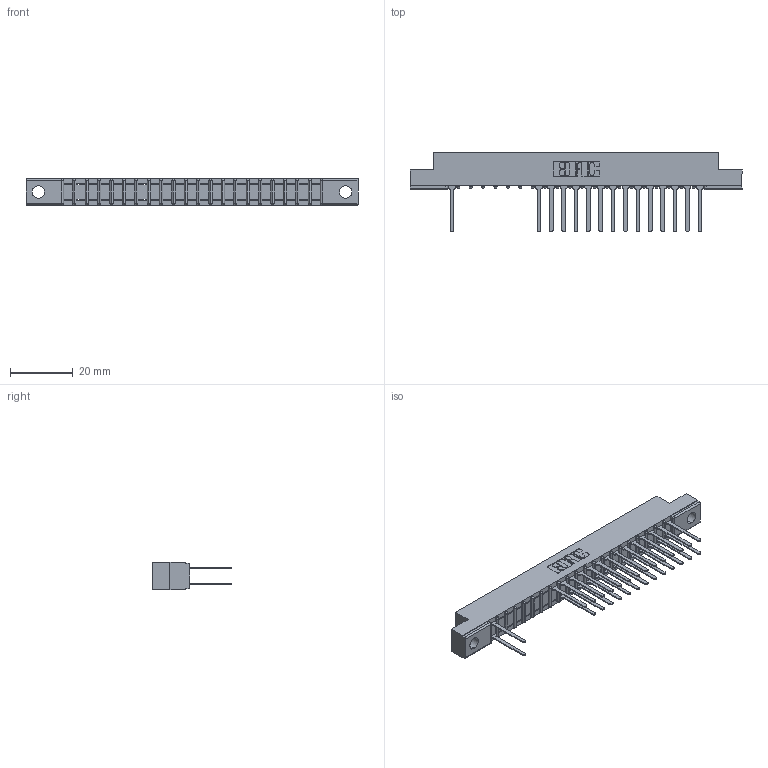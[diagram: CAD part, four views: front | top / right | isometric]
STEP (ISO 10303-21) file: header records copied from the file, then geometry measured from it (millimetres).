
FILE_DESCRIPTION (( 'STEP AP203' ), '1' );
FILE_NAME ('307-042-542-204.STEP', '2018-08-05T18:19:57', ( '' ), ( '' ), 'SwSTEP 2.0', 'SolidWorks 2016', '' );
FILE_SCHEMA (( 'CONFIG_CONTROL_DESIGN' ));
Length unit declared in the file: inch
Products named in the file (3): 307-042-542-204; 307 Part_.156 Dia Mounting Holes; 307-290-001_542
Assembly tree (30 placements, depth 2):
  307-042-542-204
    307 Part_.156 Dia Mounting Holes
    307-290-001_542  x29
Bounding box: 106.22 x 25.43 x 8.71 mm (x, y, z)
Volume: 6784.7 mm3; surface area: 11442.7 mm2
Topology: 30 solids, 30 shells, 1618 faces, 4545 edges, 2930 vertices
Faces by surface type: plane 1061, cylinder 513, sphere 44
Entity records: 21234 total; most frequent: CARTESIAN_POINT 3538, ORIENTED_EDGE 3514, DIRECTION 3453, EDGE_CURVE 1757, LINE 1347, VECTOR 1347, VERTEX_POINT 1138, AXIS2_PLACEMENT_3D 1053
